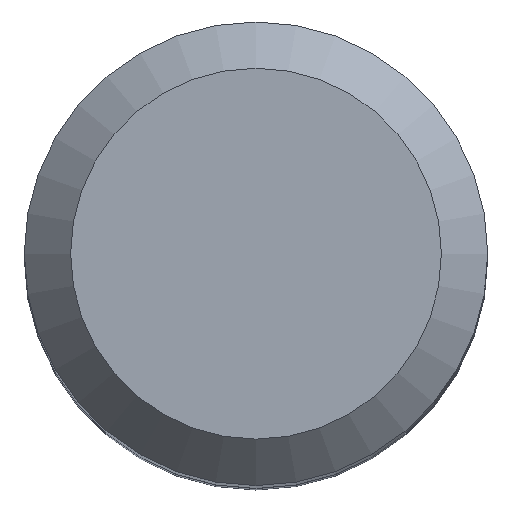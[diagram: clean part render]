
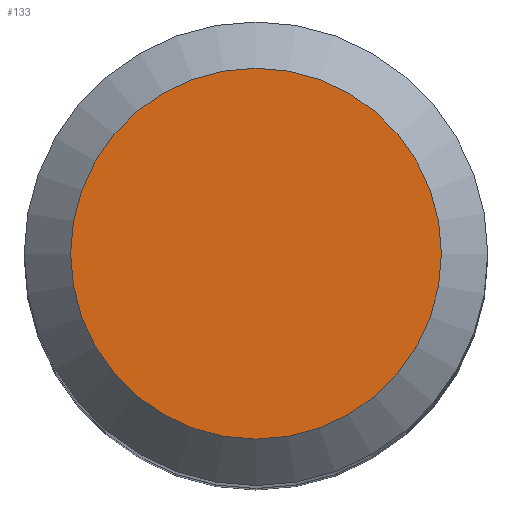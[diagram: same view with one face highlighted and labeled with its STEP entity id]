
A CAD part, top view. The second image highlights one B-rep face of the part: STEP entity #133.
In plain terms, the highlighted planar face has unit normal (0, 0, 1).
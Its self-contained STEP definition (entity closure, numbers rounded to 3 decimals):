
#17 = PLANE ( 'NONE',  #191 ) ;
#29 = AXIS2_PLACEMENT_3D ( 'NONE', #115, #30, #51 ) ;
#30 = DIRECTION ( 'NONE',  ( 0., 0., -1. ) ) ;
#51 = DIRECTION ( 'NONE',  ( 0., 1., 0. ) ) ;
#62 = EDGE_CURVE ( 'NONE', #179, #179, #78, .T. ) ;
#78 = CIRCLE ( 'NONE', #29, 6.4 ) ;
#85 = CARTESIAN_POINT ( 'NONE',  ( 0., 0., 92. ) ) ;
#87 = DIRECTION ( 'NONE',  ( 0., 0., -1. ) ) ;
#115 = CARTESIAN_POINT ( 'NONE',  ( 0., 0., 92. ) ) ;
#133 = ADVANCED_FACE ( 'NONE', ( #261 ), #17, .F. ) ;
#179 = VERTEX_POINT ( 'NONE', #220 ) ;
#185 = DIRECTION ( 'NONE',  ( 0., 1., 0. ) ) ;
#191 = AXIS2_PLACEMENT_3D ( 'NONE', #85, #87, #185 ) ;
#220 = CARTESIAN_POINT ( 'NONE',  ( 0., 6.4, 92. ) ) ;
#229 = ORIENTED_EDGE ( 'NONE', *, *, #62, .F. ) ;
#245 = EDGE_LOOP ( 'NONE', ( #229 ) ) ;
#261 = FACE_OUTER_BOUND ( 'NONE', #245, .T. ) ;
